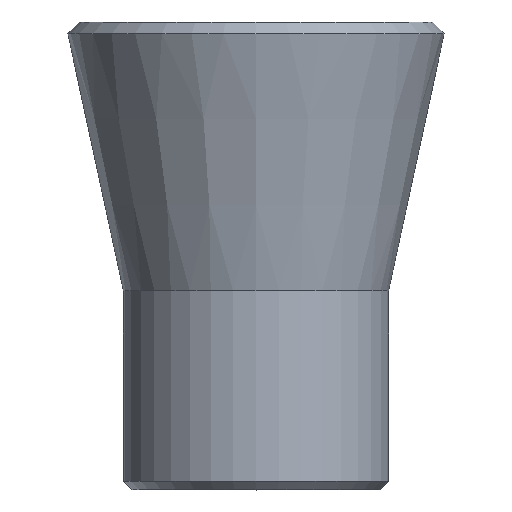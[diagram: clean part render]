
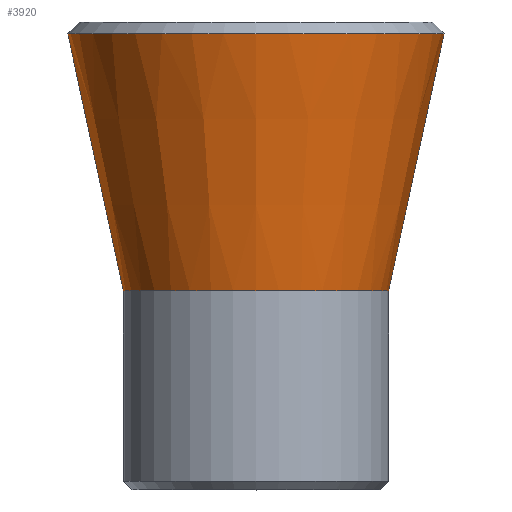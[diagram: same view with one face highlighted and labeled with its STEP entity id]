
A CAD part, top view. The second image highlights one B-rep face of the part: STEP entity #3920.
In plain terms, the highlighted conical face has half-angle 12.196 degrees and reference radius 11.35 mm.
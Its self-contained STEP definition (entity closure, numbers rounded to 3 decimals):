
#460=CARTESIAN_POINT('',(-8.,12.,0.));
#470=VERTEX_POINT('',#460);
#650=CARTESIAN_POINT('',(8.,12.,0.));
#660=VERTEX_POINT('',#650);
#690=CARTESIAN_POINT('',(0.,12.,0.));
#700=DIRECTION('',(0.,-1.,0.));
#710=DIRECTION('',(1.,0.,0.));
#720=AXIS2_PLACEMENT_3D('',#690,#700,#710);
#730=CIRCLE('',#720,8.);
#840=CARTESIAN_POINT('',(-11.35,27.5,0.));
#850=DIRECTION('',(-0.211,0.977,
0.));
#860=VECTOR('',#850,53.727);
#870=LINE('',#840,#860);
#880=CARTESIAN_POINT('',(-11.35,27.5,0.));
#890=VERTEX_POINT('',#880);
#900=EDGE_CURVE('',#470,#890,#870,.T.);
#930=CARTESIAN_POINT('',(11.35,27.5,0.));
#940=DIRECTION('',(0.211,0.977,0.));
#950=VECTOR('',#940,53.727);
#960=LINE('',#930,#950);
#970=CARTESIAN_POINT('',(11.35,27.5,0.));
#980=VERTEX_POINT('',#970);
#990=EDGE_CURVE('',#660,#980,#960,.T.);
#1010=CARTESIAN_POINT('',(0.,27.5,0.));
#1020=DIRECTION('',(0.,-1.,0.));
#1030=DIRECTION('',(1.,0.,0.));
#1040=AXIS2_PLACEMENT_3D('',#1010,#1020,#1030);
#1050=CIRCLE('',#1040,11.35);
#3740=EDGE_CURVE('',#980,#890,#1050,.T.);
#3800=CARTESIAN_POINT('',(0.,27.5,0.));
#3810=DIRECTION('',(0.,1.,0.));
#3820=DIRECTION('',(1.,0.,0.));
#3830=AXIS2_PLACEMENT_3D('',#3800,#3810,#3820);
#3840=CONICAL_SURFACE('',#3830,11.35,0.213);
#3850=EDGE_CURVE('',#660,#470,#730,.T.);
#3860=ORIENTED_EDGE('',*,*,#3850,.F.);
#3870=ORIENTED_EDGE('',*,*,#900,.F.);
#3880=ORIENTED_EDGE('',*,*,#3740,.T.);
#3890=ORIENTED_EDGE('',*,*,#990,.T.);
#3900=EDGE_LOOP('',(#3890,#3880,#3870,#3860));
#3910=FACE_OUTER_BOUND('',#3900,.T.);
#3920=ADVANCED_FACE('',(#3910),#3840,.T.);
